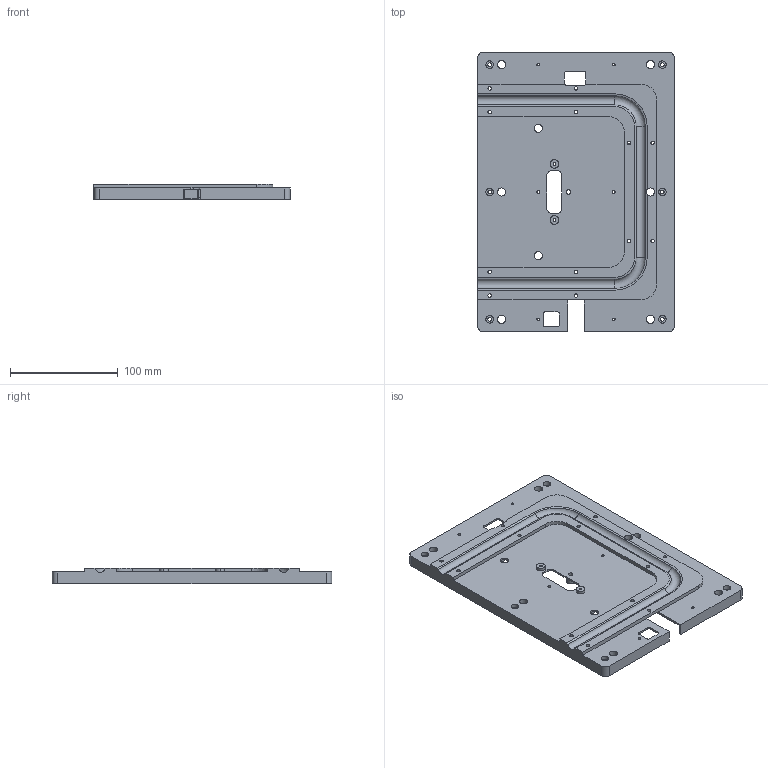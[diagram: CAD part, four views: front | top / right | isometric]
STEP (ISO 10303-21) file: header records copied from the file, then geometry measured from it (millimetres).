
FILE_DESCRIPTION(('CATIA V5 STEP Exchange'),'2;1');
FILE_NAME('2000001_Riadateur_FEC_step.stp','2021-06-25T12:56:04+00:00',('none'),('none'),'CATIA Version 5-6 Release 2017 SP4','CATIA V5 STEP AP203','none');
FILE_SCHEMA(('CONFIG_CONTROL_DESIGN'));
Length unit declared in the file: millimetre
Products named in the file (1): 2000001_Riadateur_FEC
Bounding box: 182 x 259 x 14.5 mm (x, y, z)
Volume: 245804.5 mm3; surface area: 123615.7 mm2
Topology: 1 solids, 1 shells, 331 faces, 941 edges, 622 vertices
Faces by surface type: cylinder 180, plane 145, cone 4, torus 2
Entity records: 11059 total; most frequent: CARTESIAN_POINT 2800, ORIENTED_EDGE 1882, DIRECTION 1330, EDGE_CURVE 941, VERTEX_POINT 622, VECTOR 561, LINE 561, AXIS2_PLACEMENT_3D 548
